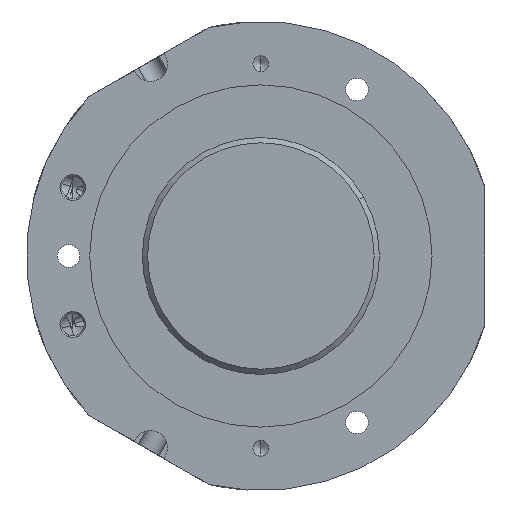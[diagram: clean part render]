
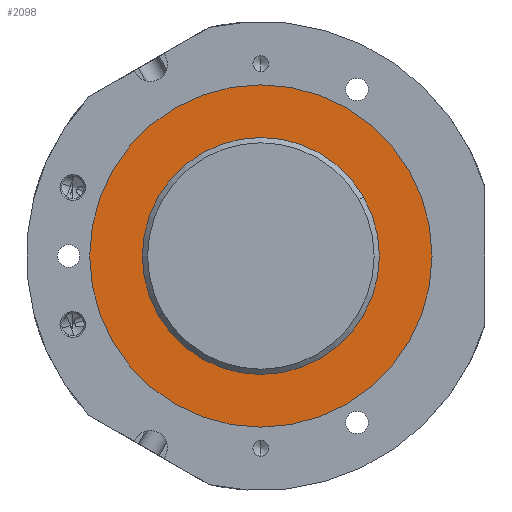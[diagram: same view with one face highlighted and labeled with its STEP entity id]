
A CAD part, front view. The second image highlights one B-rep face of the part: STEP entity #2098.
In plain terms, the highlighted planar face has unit normal (0, -1, 0).
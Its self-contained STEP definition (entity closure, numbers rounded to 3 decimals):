
#2098 = ADVANCED_FACE( '', ( #5599, #5600 ), #5601, .F. );
#2688 = VERTEX_POINT( '', #6253 );
#3722 = EDGE_CURVE( '', #2688, #4008, #7405, .T. );
#3994 = EDGE_CURVE( '', #4934, #4834, #7710, .T. );
#4008 = VERTEX_POINT( '', #7724 );
#4098 = EDGE_CURVE( '', #4834, #4934, #7822, .T. );
#4834 = VERTEX_POINT( '', #8655 );
#4934 = VERTEX_POINT( '', #8763 );
#5000 = EDGE_CURVE( '', #4008, #2688, #8832, .T. );
#5599 = FACE_BOUND( '', #9685, .T. );
#5600 = FACE_OUTER_BOUND( '', #9686, .T. );
#5601 = PLANE( '', #9687 );
#6253 = CARTESIAN_POINT( '', ( 56.292, 8., 32.5 ) );
#7405 = CIRCLE( '', #12409, 65. );
#7710 = CIRCLE( '', #12939, 45. );
#7724 = CARTESIAN_POINT( '', ( -56.292, 8., -32.5 ) );
#7822 = CIRCLE( '', #13104, 45. );
#8655 = CARTESIAN_POINT( '', ( 38.971, 8., 22.5 ) );
#8763 = CARTESIAN_POINT( '', ( -38.971, 8., -22.5 ) );
#8832 = CIRCLE( '', #14635, 65. );
#9685 = EDGE_LOOP( '', ( #15413, #15414 ) );
#9686 = EDGE_LOOP( '', ( #15415, #15416 ) );
#9687 = AXIS2_PLACEMENT_3D( '', #15417, #15418, #15419 );
#12409 = AXIS2_PLACEMENT_3D( '', #17419, #17420, #17421 );
#12939 = AXIS2_PLACEMENT_3D( '', #17795, #17796, #17797 );
#13104 = AXIS2_PLACEMENT_3D( '', #17919, #17920, #17921 );
#14635 = AXIS2_PLACEMENT_3D( '', #19118, #19119, #19120 );
#15413 = ORIENTED_EDGE( '', *, *, #4098, .T. );
#15414 = ORIENTED_EDGE( '', *, *, #3994, .T. );
#15415 = ORIENTED_EDGE( '', *, *, #3722, .F. );
#15416 = ORIENTED_EDGE( '', *, *, #5000, .F. );
#15417 = CARTESIAN_POINT( '', ( 47.631, 8., 27.5 ) );
#15418 = DIRECTION( '', ( 0., 1., 0. ) );
#15419 = DIRECTION( '', ( 0.866, 0., 0.5 ) );
#17419 = CARTESIAN_POINT( '', ( 0., 8., 0. ) );
#17420 = DIRECTION( '', ( 0., 1., 0. ) );
#17421 = DIRECTION( '', ( 0.866, 0., 0.5 ) );
#17795 = CARTESIAN_POINT( '', ( 0., 8., 0. ) );
#17796 = DIRECTION( '', ( 0., 1., 0. ) );
#17797 = DIRECTION( '', ( 0.866, 0., 0.5 ) );
#17919 = CARTESIAN_POINT( '', ( 0., 8., 0. ) );
#17920 = DIRECTION( '', ( 0., 1., 0. ) );
#17921 = DIRECTION( '', ( 0.866, 0., 0.5 ) );
#19118 = CARTESIAN_POINT( '', ( 0., 8., 0. ) );
#19119 = DIRECTION( '', ( 0., 1., 0. ) );
#19120 = DIRECTION( '', ( 0.866, 0., 0.5 ) );
